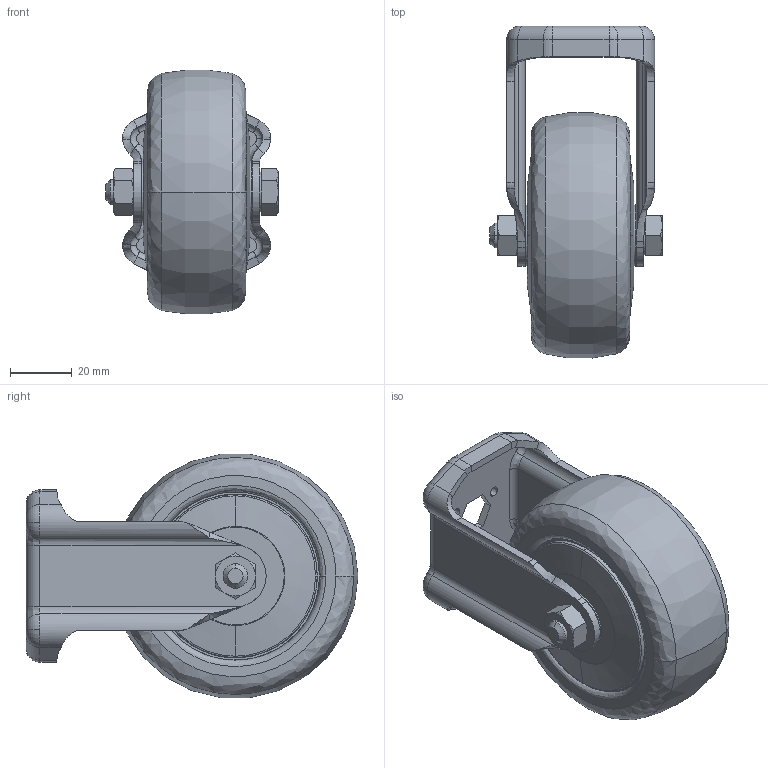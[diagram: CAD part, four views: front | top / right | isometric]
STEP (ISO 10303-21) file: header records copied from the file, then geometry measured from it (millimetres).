
FILE_DESCRIPTION (( 'STEP AP203' ), '1' );
FILE_NAME ('412541242_c_1.STEP', '2022-09-29T16:18:14', ( '' ), ( '' ), 'SwSTEP 2.0', 'SolidWorks 2014', '' );
FILE_SCHEMA (( 'CONFIG_CONTROL_DESIGN' ));
Length unit declared in the file: millimetre
Products named in the file (1): 412541242_c_1
Bounding box: 56 x 107.83 x 79.08 mm (x, y, z)
Volume: 180190.1 mm3; surface area: 36662 mm2
Topology: 4 solids, 4 shells, 253 faces, 593 edges, 356 vertices
Faces by surface type: cylinder 72, plane 66, bspline 58, cone 33, torus 24
Entity records: 9199 total; most frequent: CARTESIAN_POINT 3614, ORIENTED_EDGE 1186, DIRECTION 1103, EDGE_CURVE 593, AXIS2_PLACEMENT_3D 445, VERTEX_POINT 356, EDGE_LOOP 277, FACE_OUTER_BOUND 253
